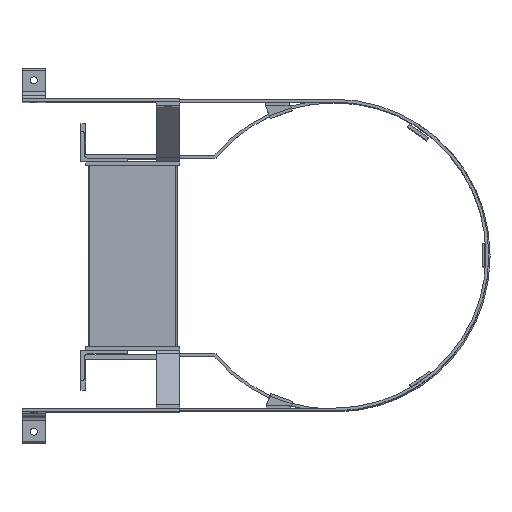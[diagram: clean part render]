
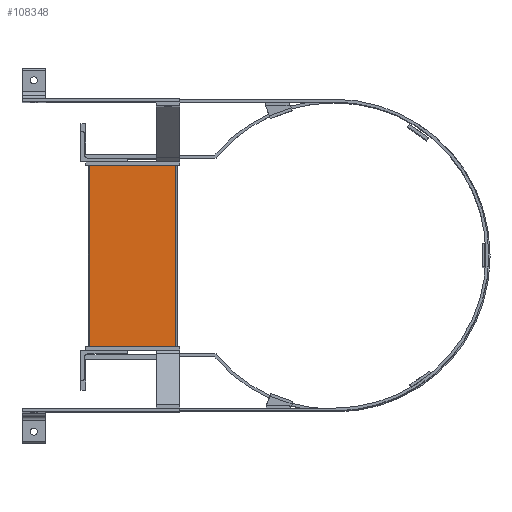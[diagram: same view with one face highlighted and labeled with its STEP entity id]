
A CAD part, top view. The second image highlights one B-rep face of the part: STEP entity #108348.
In plain terms, the highlighted face is planar.
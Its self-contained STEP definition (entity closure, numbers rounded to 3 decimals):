
#108348 = ADVANCED_FACE('',(#108349),#108363,.T.);
#108349 = FACE_BOUND('',#108350,.T.);
#108350 = EDGE_LOOP('',(#108351,#108374,#108390,#108406));
#108351 = ORIENTED_EDGE('',*,*,#108352,.F.);
#108352 = EDGE_CURVE('',#108353,#108355,#108357,.T.);
#108353 = VERTEX_POINT('',#108354);
#108354 = CARTESIAN_POINT('',(125.,192.,-388.));
#108355 = VERTEX_POINT('',#108356);
#108356 = CARTESIAN_POINT('',(125.,8.,-388.));
#108357 = SURFACE_CURVE('',#108358,(#108362),.PCURVE_S1.);
#108358 = LINE('',#108359,#108360);
#108359 = CARTESIAN_POINT('',(125.,192.,-388.));
#108360 = VECTOR('',#108361,1.);
#108361 = DIRECTION('',(0.,-1.,0.));
#108362 = PCURVE('',#108363,#108368);
#108363 = PLANE('',#108364);
#108364 = AXIS2_PLACEMENT_3D('',#108365,#108366,#108367);
#108365 = CARTESIAN_POINT('',(125.,100.,-196.));
#108366 = DIRECTION('',(1.,0.,0.));
#108367 = DIRECTION('',(0.,1.,0.));
#108368 = DEFINITIONAL_REPRESENTATION('',(#108369),#108373);
#108369 = LINE('',#108370,#108371);
#108370 = CARTESIAN_POINT('',(92.,-192.));
#108371 = VECTOR('',#108372,1.);
#108372 = DIRECTION('',(-1.,0.));
#108373 = ( GEOMETRIC_REPRESENTATION_CONTEXT(2) 
PARAMETRIC_REPRESENTATION_CONTEXT() REPRESENTATION_CONTEXT('2D SPACE',''
  ) );
#108374 = ORIENTED_EDGE('',*,*,#108375,.F.);
#108375 = EDGE_CURVE('',#108376,#108353,#108378,.T.);
#108376 = VERTEX_POINT('',#108377);
#108377 = CARTESIAN_POINT('',(125.,192.,-4.));
#108378 = SURFACE_CURVE('',#108379,(#108383),.PCURVE_S1.);
#108379 = LINE('',#108380,#108381);
#108380 = CARTESIAN_POINT('',(125.,192.,-4.));
#108381 = VECTOR('',#108382,1.);
#108382 = DIRECTION('',(0.,0.,-1.));
#108383 = PCURVE('',#108363,#108384);
#108384 = DEFINITIONAL_REPRESENTATION('',(#108385),#108389);
#108385 = LINE('',#108386,#108387);
#108386 = CARTESIAN_POINT('',(92.,192.));
#108387 = VECTOR('',#108388,1.);
#108388 = DIRECTION('',(0.,-1.));
#108389 = ( GEOMETRIC_REPRESENTATION_CONTEXT(2) 
PARAMETRIC_REPRESENTATION_CONTEXT() REPRESENTATION_CONTEXT('2D SPACE',''
  ) );
#108390 = ORIENTED_EDGE('',*,*,#108391,.F.);
#108391 = EDGE_CURVE('',#108392,#108376,#108394,.T.);
#108392 = VERTEX_POINT('',#108393);
#108393 = CARTESIAN_POINT('',(125.,8.,-4.));
#108394 = SURFACE_CURVE('',#108395,(#108399),.PCURVE_S1.);
#108395 = LINE('',#108396,#108397);
#108396 = CARTESIAN_POINT('',(125.,8.,-4.));
#108397 = VECTOR('',#108398,1.);
#108398 = DIRECTION('',(0.,1.,0.));
#108399 = PCURVE('',#108363,#108400);
#108400 = DEFINITIONAL_REPRESENTATION('',(#108401),#108405);
#108401 = LINE('',#108402,#108403);
#108402 = CARTESIAN_POINT('',(-92.,192.));
#108403 = VECTOR('',#108404,1.);
#108404 = DIRECTION('',(1.,0.));
#108405 = ( GEOMETRIC_REPRESENTATION_CONTEXT(2) 
PARAMETRIC_REPRESENTATION_CONTEXT() REPRESENTATION_CONTEXT('2D SPACE',''
  ) );
#108406 = ORIENTED_EDGE('',*,*,#108407,.T.);
#108407 = EDGE_CURVE('',#108392,#108355,#108408,.T.);
#108408 = SURFACE_CURVE('',#108409,(#108413),.PCURVE_S1.);
#108409 = LINE('',#108410,#108411);
#108410 = CARTESIAN_POINT('',(125.,8.,-4.));
#108411 = VECTOR('',#108412,1.);
#108412 = DIRECTION('',(0.,0.,-1.));
#108413 = PCURVE('',#108363,#108414);
#108414 = DEFINITIONAL_REPRESENTATION('',(#108415),#108419);
#108415 = LINE('',#108416,#108417);
#108416 = CARTESIAN_POINT('',(-92.,192.));
#108417 = VECTOR('',#108418,1.);
#108418 = DIRECTION('',(0.,-1.));
#108419 = ( GEOMETRIC_REPRESENTATION_CONTEXT(2) 
PARAMETRIC_REPRESENTATION_CONTEXT() REPRESENTATION_CONTEXT('2D SPACE',''
  ) );
